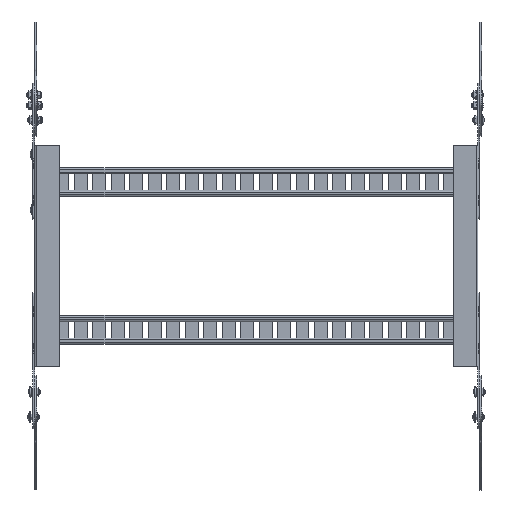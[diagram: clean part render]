
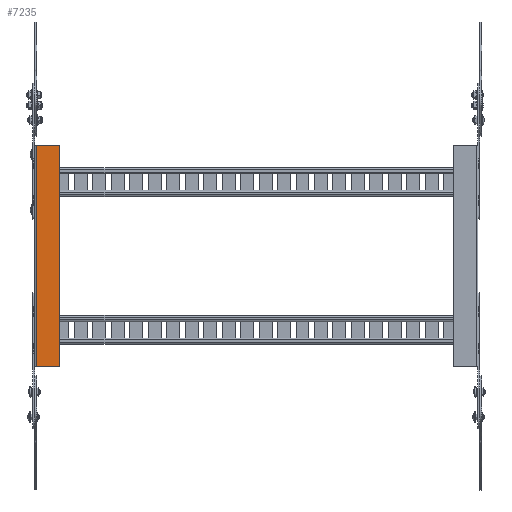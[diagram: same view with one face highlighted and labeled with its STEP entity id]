
A CAD part, front view. The second image highlights one B-rep face of the part: STEP entity #7235.
In plain terms, the highlighted planar face has unit normal (0, -1, 0).
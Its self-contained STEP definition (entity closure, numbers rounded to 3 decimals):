
#108 = PLANE ( 'NONE',  #11949 ) ;
#993 = DIRECTION ( 'NONE',  ( 1., 0., 0. ) ) ;
#2645 = LINE ( 'NONE', #30286, #28185 ) ;
#2695 = CARTESIAN_POINT ( 'NONE',  ( 0., -1.5, -150. ) ) ;
#4927 = LINE ( 'NONE', #16278, #5743 ) ;
#5245 = DIRECTION ( 'NONE',  ( 1., 0., 0. ) ) ;
#5743 = VECTOR ( 'NONE', #993, 1000. ) ;
#6145 = VERTEX_POINT ( 'NONE', #31282 ) ;
#6837 = CARTESIAN_POINT ( 'NONE',  ( -31.5, -1.5, 150. ) ) ;
#7235 = ADVANCED_FACE ( 'NONE', ( #21134 ), #108, .T. ) ;
#7987 = CARTESIAN_POINT ( 'NONE',  ( 0., -1.5, -150. ) ) ;
#10351 = EDGE_CURVE ( 'NONE', #6145, #17953, #2645, .T. ) ;
#11949 = AXIS2_PLACEMENT_3D ( 'NONE', #2695, #20545, #5245 ) ;
#12556 = EDGE_CURVE ( 'NONE', #26896, #28201, #24441, .T. ) ;
#12742 = CARTESIAN_POINT ( 'NONE',  ( 0., -1.5, 150. ) ) ;
#13924 = ORIENTED_EDGE ( 'NONE', *, *, #31662, .T. ) ;
#14301 = CARTESIAN_POINT ( 'NONE',  ( 0., -1.5, 150. ) ) ;
#15701 = VECTOR ( 'NONE', #16869, 1000. ) ;
#15702 = DIRECTION ( 'NONE',  ( 0., 0., 1. ) ) ;
#16278 = CARTESIAN_POINT ( 'NONE',  ( 0., -1.5, -150. ) ) ;
#16869 = DIRECTION ( 'NONE',  ( 1., 0., 0. ) ) ;
#17654 = VECTOR ( 'NONE', #15702, 1000. ) ;
#17953 = VERTEX_POINT ( 'NONE', #6837 ) ;
#20545 = DIRECTION ( 'NONE',  ( 0., -1., 0. ) ) ;
#21134 = FACE_OUTER_BOUND ( 'NONE', #26014, .T. ) ;
#22213 = CARTESIAN_POINT ( 'NONE',  ( 0., -1.5, -150. ) ) ;
#22466 = LINE ( 'NONE', #14301, #15701 ) ;
#24441 = LINE ( 'NONE', #7987, #17654 ) ;
#24716 = ORIENTED_EDGE ( 'NONE', *, *, #12556, .T. ) ;
#26014 = EDGE_LOOP ( 'NONE', ( #30369, #29988, #13924, #24716 ) ) ;
#26896 = VERTEX_POINT ( 'NONE', #22213 ) ;
#28185 = VECTOR ( 'NONE', #32854, 1000. ) ;
#28201 = VERTEX_POINT ( 'NONE', #12742 ) ;
#29988 = ORIENTED_EDGE ( 'NONE', *, *, #10351, .F. ) ;
#30286 = CARTESIAN_POINT ( 'NONE',  ( -31.5, -1.5, -150. ) ) ;
#30369 = ORIENTED_EDGE ( 'NONE', *, *, #31189, .F. ) ;
#31189 = EDGE_CURVE ( 'NONE', #17953, #28201, #22466, .T. ) ;
#31282 = CARTESIAN_POINT ( 'NONE',  ( -31.5, -1.5, -150. ) ) ;
#31662 = EDGE_CURVE ( 'NONE', #6145, #26896, #4927, .T. ) ;
#32854 = DIRECTION ( 'NONE',  ( 0., 0., 1. ) ) ;
